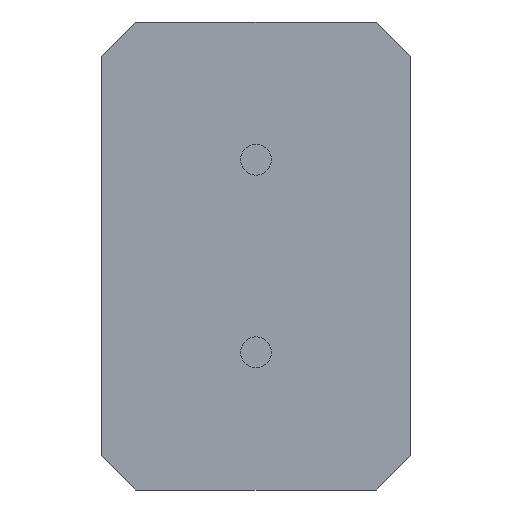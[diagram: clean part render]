
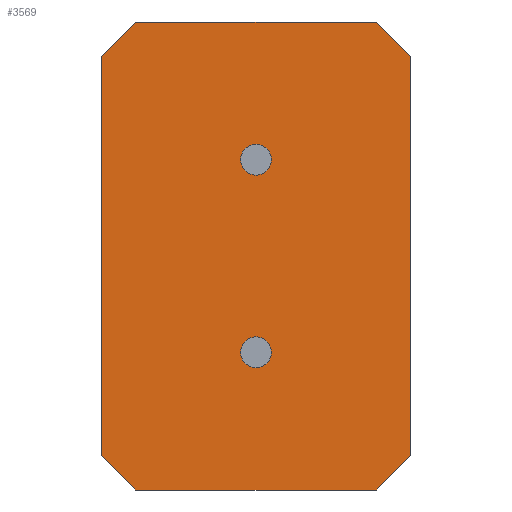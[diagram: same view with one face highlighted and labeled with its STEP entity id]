
A CAD part, front view. The second image highlights one B-rep face of the part: STEP entity #3569.
In plain terms, the highlighted planar face has unit normal (0, -1, 0).
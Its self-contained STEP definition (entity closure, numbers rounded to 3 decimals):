
#198=FACE_BOUND('',#583,.T.);
#199=FACE_BOUND('',#584,.T.);
#237=PLANE('',#3800);
#370=FACE_OUTER_BOUND('',#582,.T.);
#582=EDGE_LOOP('',(#2542,#2543,#2544,#2545,#2546,#2547,#2548,#2549));
#583=EDGE_LOOP('',(#2550));
#584=EDGE_LOOP('',(#2551));
#824=LINE('',#4780,#1202);
#828=LINE('',#4788,#1206);
#831=LINE('',#4794,#1209);
#832=LINE('',#4796,#1210);
#833=LINE('',#4798,#1211);
#834=LINE('',#4800,#1212);
#835=LINE('',#4802,#1213);
#836=LINE('',#4803,#1214);
#1202=VECTOR('',#4033,10.);
#1206=VECTOR('',#4039,10.);
#1209=VECTOR('',#4044,10.);
#1210=VECTOR('',#4045,10.);
#1211=VECTOR('',#4046,10.);
#1212=VECTOR('',#4047,10.);
#1213=VECTOR('',#4048,10.);
#1214=VECTOR('',#4049,10.);
#1568=CIRCLE('',#3791,2.25);
#1570=CIRCLE('',#3795,2.25);
#1619=VERTEX_POINT('',#4764);
#1621=VERTEX_POINT('',#4771);
#1623=VERTEX_POINT('',#4778);
#1624=VERTEX_POINT('',#4779);
#1627=VERTEX_POINT('',#4787);
#1629=VERTEX_POINT('',#4793);
#1630=VERTEX_POINT('',#4795);
#1631=VERTEX_POINT('',#4797);
#1632=VERTEX_POINT('',#4799);
#1633=VERTEX_POINT('',#4801);
#1976=EDGE_CURVE('',#1619,#1619,#1568,.T.);
#1979=EDGE_CURVE('',#1621,#1621,#1570,.T.);
#1982=EDGE_CURVE('',#1623,#1624,#824,.T.);
#1986=EDGE_CURVE('',#1624,#1627,#828,.T.);
#1989=EDGE_CURVE('',#1629,#1623,#831,.T.);
#1990=EDGE_CURVE('',#1630,#1629,#832,.T.);
#1991=EDGE_CURVE('',#1630,#1631,#833,.T.);
#1992=EDGE_CURVE('',#1632,#1631,#834,.T.);
#1993=EDGE_CURVE('',#1632,#1633,#835,.T.);
#1994=EDGE_CURVE('',#1627,#1633,#836,.T.);
#2542=ORIENTED_EDGE('',*,*,#1982,.F.);
#2543=ORIENTED_EDGE('',*,*,#1989,.F.);
#2544=ORIENTED_EDGE('',*,*,#1990,.F.);
#2545=ORIENTED_EDGE('',*,*,#1991,.T.);
#2546=ORIENTED_EDGE('',*,*,#1992,.F.);
#2547=ORIENTED_EDGE('',*,*,#1993,.T.);
#2548=ORIENTED_EDGE('',*,*,#1994,.F.);
#2549=ORIENTED_EDGE('',*,*,#1986,.F.);
#2550=ORIENTED_EDGE('',*,*,#1976,.T.);
#2551=ORIENTED_EDGE('',*,*,#1979,.T.);
#3569=ADVANCED_FACE('',(#370,#198,#199),#237,.T.);
#3791=AXIS2_PLACEMENT_3D('',#4765,#4015,#4016);
#3795=AXIS2_PLACEMENT_3D('',#4772,#4024,#4025);
#3800=AXIS2_PLACEMENT_3D('',#4792,#4042,#4043);
#4015=DIRECTION('center_axis',(0.,1.,0.));
#4016=DIRECTION('ref_axis',(1.,0.,0.));
#4024=DIRECTION('center_axis',(0.,1.,0.));
#4025=DIRECTION('ref_axis',(1.,0.,0.));
#4033=DIRECTION('',(0.707,0.,0.707));
#4039=DIRECTION('',(1.,0.,0.));
#4042=DIRECTION('center_axis',(0.,-1.,0.));
#4043=DIRECTION('ref_axis',(1.,0.,0.));
#4044=DIRECTION('',(0.,0.,1.));
#4045=DIRECTION('',(-0.707,0.,0.707));
#4046=DIRECTION('',(1.,0.,0.));
#4047=DIRECTION('',(-0.707,0.,-0.707));
#4048=DIRECTION('',(0.,0.,1.));
#4049=DIRECTION('',(0.707,0.,-0.707));
#4764=CARTESIAN_POINT('',(-9.75,-5.,48.));
#4765=CARTESIAN_POINT('Origin',(-7.5,-5.,48.));
#4771=CARTESIAN_POINT('',(-9.75,-5.,20.));
#4772=CARTESIAN_POINT('Origin',(-7.5,-5.,20.));
#4778=CARTESIAN_POINT('',(-30.,-5.,63.));
#4779=CARTESIAN_POINT('',(-25.,-5.,68.));
#4780=CARTESIAN_POINT('',(-44.5,-5.,48.5));
#4787=CARTESIAN_POINT('',(10.,-5.,68.));
#4788=CARTESIAN_POINT('',(-30.,-5.,68.));
#4792=CARTESIAN_POINT('Origin',(-30.,-5.,0.));
#4793=CARTESIAN_POINT('',(-30.,-5.,5.));
#4794=CARTESIAN_POINT('',(-30.,-5.,0.));
#4795=CARTESIAN_POINT('',(-25.,-5.,0.));
#4796=CARTESIAN_POINT('',(-27.5,-5.,2.5));
#4797=CARTESIAN_POINT('',(10.,-5.,0.));
#4798=CARTESIAN_POINT('',(-30.,-5.,0.));
#4799=CARTESIAN_POINT('',(15.,-5.,5.));
#4800=CARTESIAN_POINT('',(1.25,-5.,-8.75));
#4801=CARTESIAN_POINT('',(15.,-5.,63.));
#4802=CARTESIAN_POINT('',(15.,-5.,0.));
#4803=CARTESIAN_POINT('',(18.25,-5.,59.75));
